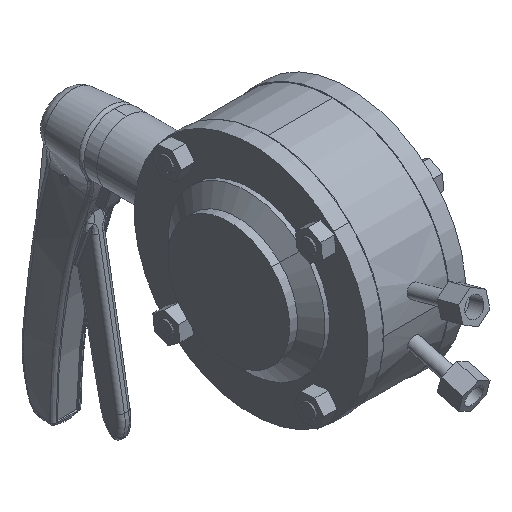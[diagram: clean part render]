
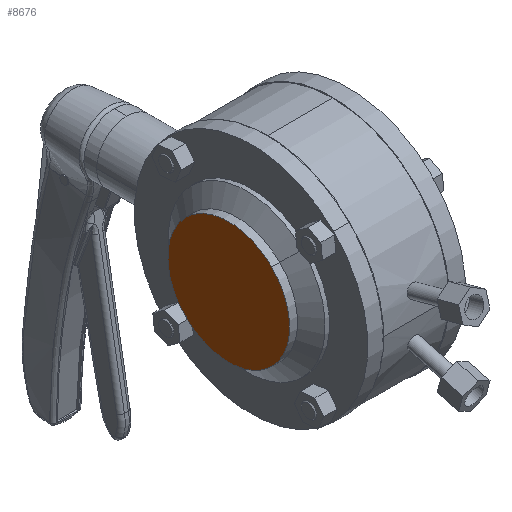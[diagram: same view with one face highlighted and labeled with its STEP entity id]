
A CAD part, isometric view. The second image highlights one B-rep face of the part: STEP entity #8676.
In plain terms, the highlighted planar face has unit normal (-1, 0, 0).
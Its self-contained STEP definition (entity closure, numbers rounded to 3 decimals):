
#206 = CARTESIAN_POINT ( 'NONE',  ( -44.5, -26.905, 26.905 ) ) ;
#958 = AXIS2_PLACEMENT_3D ( 'NONE', #11338, #10532, #9578 ) ;
#2975 = CIRCLE ( 'NONE', #958, 38.05 ) ;
#4097 = CARTESIAN_POINT ( 'NONE',  ( -44.5, 26.905, -26.905 ) ) ;
#4768 = CARTESIAN_POINT ( 'NONE',  ( -44.5, 0., 0. ) ) ;
#5869 = EDGE_CURVE ( 'NONE', #15709, #17136, #14647, .T. ) ;
#5911 = DIRECTION ( 'NONE',  ( 0., 0.707, -0.707 ) ) ;
#6074 = EDGE_CURVE ( 'NONE', #17136, #15709, #2975, .T. ) ;
#6340 = AXIS2_PLACEMENT_3D ( 'NONE', #12035, #11737, #15287 ) ;
#6616 = ORIENTED_EDGE ( 'NONE', *, *, #5869, .F. ) ;
#8676 = ADVANCED_FACE ( 'NONE', ( #8857 ), #10726, .F. ) ;
#8857 = FACE_OUTER_BOUND ( 'NONE', #15839, .T. ) ;
#9578 = DIRECTION ( 'NONE',  ( 0., 0.707, -0.707 ) ) ;
#10532 = DIRECTION ( 'NONE',  ( 1., 0., 0. ) ) ;
#10726 = PLANE ( 'NONE',  #12512 ) ;
#11338 = CARTESIAN_POINT ( 'NONE',  ( -44.5, 0., 0. ) ) ;
#11737 = DIRECTION ( 'NONE',  ( 1., 0., 0. ) ) ;
#12035 = CARTESIAN_POINT ( 'NONE',  ( -44.5, 0., 0. ) ) ;
#12512 = AXIS2_PLACEMENT_3D ( 'NONE', #4768, #15559, #5911 ) ;
#14527 = ORIENTED_EDGE ( 'NONE', *, *, #6074, .F. ) ;
#14647 = CIRCLE ( 'NONE', #6340, 38.05 ) ;
#15287 = DIRECTION ( 'NONE',  ( 0., 0.707, -0.707 ) ) ;
#15559 = DIRECTION ( 'NONE',  ( 1., 0., 0. ) ) ;
#15709 = VERTEX_POINT ( 'NONE', #4097 ) ;
#15839 = EDGE_LOOP ( 'NONE', ( #6616, #14527 ) ) ;
#17136 = VERTEX_POINT ( 'NONE', #206 ) ;
